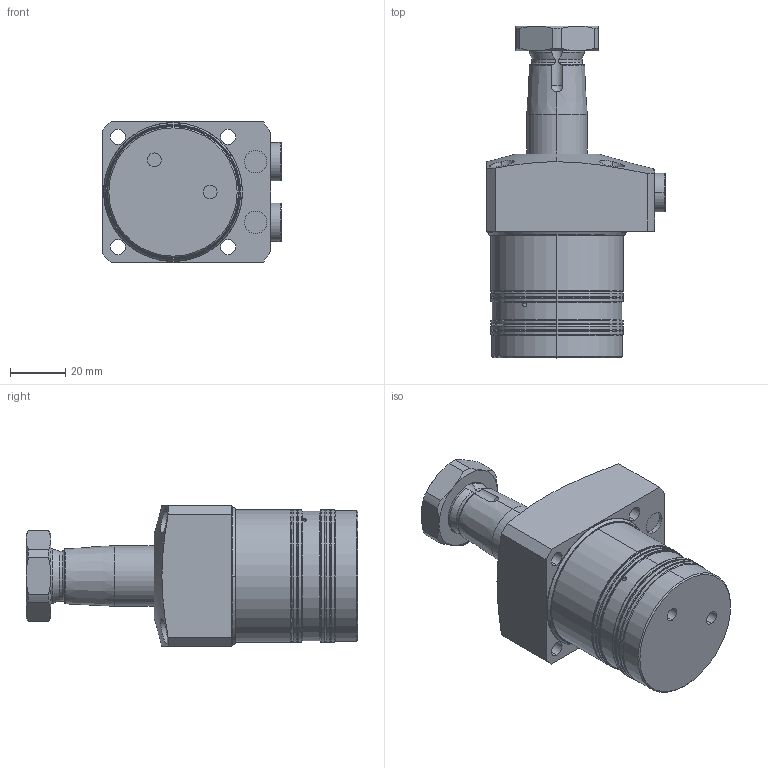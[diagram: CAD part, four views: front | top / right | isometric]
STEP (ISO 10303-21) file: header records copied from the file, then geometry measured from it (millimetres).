
FILE_DESCRIPTION (( 'STEP AP203' ), '1' );
FILE_NAME ('CTM05-LT.STEP', '2019-09-24T01:54:03', ( '微软用户' ), ( '微软中国' ), 'SwSTEP 2.0', 'SolidWorks 2012', '' );
FILE_SCHEMA (( 'CONFIG_CONTROL_DESIGN' ));
Length unit declared in the file: millimetre
Products named in the file (5): CTM05-LT; BSPP-G1-8; CTM05_NUT; CTM05-T_ROD; CTM05-T_CYLINDER
Assembly tree (5 placements, depth 2):
  CTM05-LT
    CTM05-T_CYLINDER
    CTM05-T_ROD
    CTM05_NUT
    BSPP-G1-8  x2
Bounding box: 64.8 x 120.5 x 51 mm (x, y, z)
Volume: 173504.8 mm3; surface area: 32144 mm2
Topology: 6 solids, 10 shells, 287 faces, 644 edges, 397 vertices
Faces by surface type: cylinder 100, plane 87, bspline 55, cone 45
Entity records: 11311 total; most frequent: CARTESIAN_POINT 5068, DIRECTION 1192, ORIENTED_EDGE 1190, EDGE_CURVE 595, AXIS2_PLACEMENT_3D 503, VERTEX_POINT 369, EDGE_LOOP 306, CIRCLE 283
